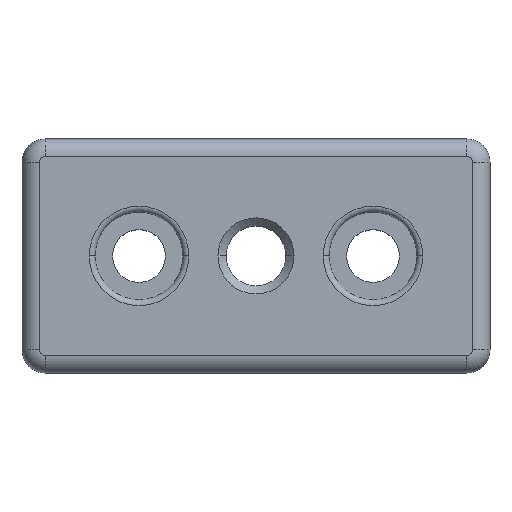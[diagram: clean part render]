
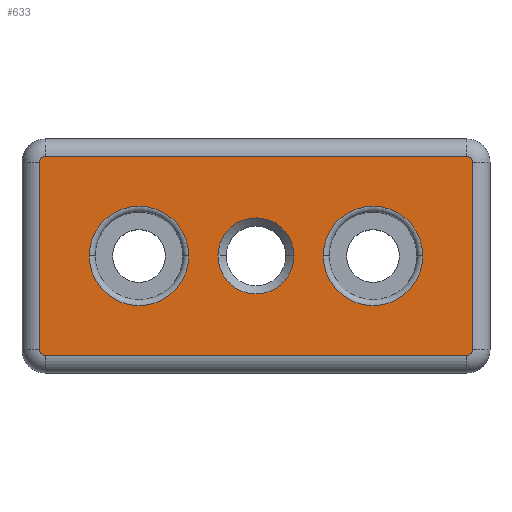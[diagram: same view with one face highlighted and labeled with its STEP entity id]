
A CAD part, top view. The second image highlights one B-rep face of the part: STEP entity #633.
In plain terms, the highlighted planar face has unit normal (0, 0, 1).
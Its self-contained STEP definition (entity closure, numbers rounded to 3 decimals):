
#633 = ADVANCED_FACE ( 'NONE', ( #2533, #2542, #2527, #2540 ), #4821, .F. ) ;
#933 = AXIS2_PLACEMENT_3D ( 'NONE', #1664, #1665, #1666 ) ;
#941 = AXIS2_PLACEMENT_3D ( 'NONE', #1698, #1699, #1700 ) ;
#947 = AXIS2_PLACEMENT_3D ( 'NONE', #1723, #1724, #1725 ) ;
#948 = AXIS2_PLACEMENT_3D ( 'NONE', #1728, #1729, #1730 ) ;
#950 = AXIS2_PLACEMENT_3D ( 'NONE', #1736, #1737, #1738 ) ;
#954 = AXIS2_PLACEMENT_3D ( 'NONE', #1748, #1749, #1750 ) ;
#1094 = AXIS2_PLACEMENT_3D ( 'NONE', #5466, #5467, #5468 ) ;
#1095 = AXIS2_PLACEMENT_3D ( 'NONE', #5469, #5470, #5471 ) ;
#1096 = AXIS2_PLACEMENT_3D ( 'NONE', #5472, #5473, #5474 ) ;
#1097 = AXIS2_PLACEMENT_3D ( 'NONE', #5475, #5476, #5477 ) ;
#1243 = CIRCLE ( 'NONE', #1095, 6.5 ) ;
#1249 = CIRCLE ( 'NONE', #1094, 8.5 ) ;
#1251 = LINE ( 'NONE', #5456, #1253 ) ;
#1252 = CIRCLE ( 'NONE', #1096, 8.5 ) ;
#1253 = VECTOR ( 'NONE', #5465, 1000. ) ;
#1254 = CIRCLE ( 'NONE', #1097, 8.5 ) ;
#1413 = ORIENTED_EDGE ( 'NONE', *, *, #1962, .T. ) ;
#1414 = ORIENTED_EDGE ( 'NONE', *, *, #1963, .T. ) ;
#1416 = ORIENTED_EDGE ( 'NONE', *, *, #2127, .T. ) ;
#1418 = ORIENTED_EDGE ( 'NONE', *, *, #2129, .T. ) ;
#1420 = ORIENTED_EDGE ( 'NONE', *, *, #1952, .T. ) ;
#1423 = ORIENTED_EDGE ( 'NONE', *, *, #2130, .T. ) ;
#1439 = ORIENTED_EDGE ( 'NONE', *, *, #1969, .T. ) ;
#1664 = CARTESIAN_POINT ( 'NONE',  ( -36., -16., 16. ) ) ;
#1665 = DIRECTION ( 'NONE',  ( 0., 0., 1. ) ) ;
#1666 = DIRECTION ( 'NONE',  ( -1., 0., 0. ) ) ;
#1698 = CARTESIAN_POINT ( 'NONE',  ( -20., 0., 16. ) ) ;
#1699 = DIRECTION ( 'NONE',  ( 0., 0., -1. ) ) ;
#1700 = DIRECTION ( 'NONE',  ( -1., 0., 0. ) ) ;
#1718 = CARTESIAN_POINT ( 'NONE',  ( -37., -20., 16. ) ) ;
#1719 = DIRECTION ( 'NONE',  ( 0., -1., 0. ) ) ;
#1723 = CARTESIAN_POINT ( 'NONE',  ( -36., 16., 16. ) ) ;
#1724 = DIRECTION ( 'NONE',  ( 0., 0., 1. ) ) ;
#1725 = DIRECTION ( 'NONE',  ( -1., 0., 0. ) ) ;
#1726 = CARTESIAN_POINT ( 'NONE',  ( 37., -20., 16. ) ) ;
#1727 = DIRECTION ( 'NONE',  ( 0., 1., 0. ) ) ;
#1728 = CARTESIAN_POINT ( 'NONE',  ( 36., 16., 16. ) ) ;
#1729 = DIRECTION ( 'NONE',  ( 0., 0., 1. ) ) ;
#1730 = DIRECTION ( 'NONE',  ( -1., 0., 0. ) ) ;
#1734 = CARTESIAN_POINT ( 'NONE',  ( 40., 17., 16. ) ) ;
#1735 = DIRECTION ( 'NONE',  ( -1., 0., 0. ) ) ;
#1736 = CARTESIAN_POINT ( 'NONE',  ( 36., -16., 16. ) ) ;
#1737 = DIRECTION ( 'NONE',  ( 0., 0., 1. ) ) ;
#1738 = DIRECTION ( 'NONE',  ( -1., 0., 0. ) ) ;
#1748 = CARTESIAN_POINT ( 'NONE',  ( 0., 0., 16. ) ) ;
#1749 = DIRECTION ( 'NONE',  ( 0., 0., -1. ) ) ;
#1750 = DIRECTION ( 'NONE',  ( -1., 0., 0. ) ) ;
#1940 = EDGE_CURVE ( 'NONE', #4284, #4271, #2787, .T. ) ;
#1952 = EDGE_CURVE ( 'NONE', #4149, #4145, #2802, .T. ) ;
#1962 = EDGE_CURVE ( 'NONE', #4277, #4278, #2818, .T. ) ;
#1963 = EDGE_CURVE ( 'NONE', #4278, #4284, #2819, .T. ) ;
#1964 = EDGE_CURVE ( 'NONE', #4679, #4678, #2820, .T. ) ;
#1965 = EDGE_CURVE ( 'NONE', #4678, #4274, #2822, .T. ) ;
#1967 = EDGE_CURVE ( 'NONE', #3839, #4679, #2825, .T. ) ;
#1969 = EDGE_CURVE ( 'NONE', #4274, #4277, #2827, .T. ) ;
#1972 = EDGE_CURVE ( 'NONE', #4144, #4140, #2831, .T. ) ;
#2127 = EDGE_CURVE ( 'NONE', #4153, #4152, #1249, .T. ) ;
#2128 = EDGE_CURVE ( 'NONE', #4140, #4144, #1243, .T. ) ;
#2129 = EDGE_CURVE ( 'NONE', #4271, #3839, #1251, .T. ) ;
#2130 = EDGE_CURVE ( 'NONE', #4145, #4149, #1252, .T. ) ;
#2131 = EDGE_CURVE ( 'NONE', #4152, #4153, #1254, .T. ) ;
#2466 = AXIS2_PLACEMENT_3D ( 'NONE', #4890, #4904, #4889 ) ;
#2527 = FACE_BOUND ( 'NONE', #4006, .T. ) ;
#2533 = FACE_BOUND ( 'NONE', #5101, .T. ) ;
#2540 = FACE_BOUND ( 'NONE', #5106, .T. ) ;
#2542 = FACE_OUTER_BOUND ( 'NONE', #4016, .T. ) ;
#2787 = CIRCLE ( 'NONE', #933, 1. ) ;
#2802 = CIRCLE ( 'NONE', #941, 8.5 ) ;
#2818 = CIRCLE ( 'NONE', #947, 1. ) ;
#2819 = LINE ( 'NONE', #1718, #2821 ) ;
#2820 = LINE ( 'NONE', #1726, #2823 ) ;
#2821 = VECTOR ( 'NONE', #1719, 1000. ) ;
#2822 = CIRCLE ( 'NONE', #948, 1. ) ;
#2823 = VECTOR ( 'NONE', #1727, 1000. ) ;
#2825 = CIRCLE ( 'NONE', #950, 1. ) ;
#2827 = LINE ( 'NONE', #1734, #2829 ) ;
#2829 = VECTOR ( 'NONE', #1735, 1000. ) ;
#2831 = CIRCLE ( 'NONE', #954, 6.5 ) ;
#3366 = CARTESIAN_POINT ( 'NONE',  ( 36., -17., 16. ) ) ;
#3412 = CARTESIAN_POINT ( 'NONE',  ( 6.5, 0., 16. ) ) ;
#3416 = CARTESIAN_POINT ( 'NONE',  ( -6.5, 0., 16. ) ) ;
#3417 = CARTESIAN_POINT ( 'NONE',  ( -11.5, 0., 16. ) ) ;
#3421 = CARTESIAN_POINT ( 'NONE',  ( -28.5, 0., 16. ) ) ;
#3424 = CARTESIAN_POINT ( 'NONE',  ( 28.5, 0., 16. ) ) ;
#3425 = CARTESIAN_POINT ( 'NONE',  ( 11.5, 0., 16. ) ) ;
#3509 = CARTESIAN_POINT ( 'NONE',  ( -36., 17., 16. ) ) ;
#3526 = CARTESIAN_POINT ( 'NONE',  ( -36., -17., 16. ) ) ;
#3531 = CARTESIAN_POINT ( 'NONE',  ( 36., 17., 16. ) ) ;
#3533 = CARTESIAN_POINT ( 'NONE',  ( -37., 16., 16. ) ) ;
#3539 = CARTESIAN_POINT ( 'NONE',  ( -37., -16., 16. ) ) ;
#3551 = CARTESIAN_POINT ( 'NONE',  ( 37., 16., 16. ) ) ;
#3555 = CARTESIAN_POINT ( 'NONE',  ( 37., -16., 16. ) ) ;
#3839 = VERTEX_POINT ( 'NONE', #3366 ) ;
#4006 = EDGE_LOOP ( 'NONE', ( #1420, #1423 ) ) ;
#4016 = EDGE_LOOP ( 'NONE', ( #5143, #5157, #5155, #1439, #1413, #1414, #5130, #1418 ) ) ;
#4140 = VERTEX_POINT ( 'NONE', #3412 ) ;
#4144 = VERTEX_POINT ( 'NONE', #3416 ) ;
#4145 = VERTEX_POINT ( 'NONE', #3417 ) ;
#4149 = VERTEX_POINT ( 'NONE', #3421 ) ;
#4152 = VERTEX_POINT ( 'NONE', #3424 ) ;
#4153 = VERTEX_POINT ( 'NONE', #3425 ) ;
#4271 = VERTEX_POINT ( 'NONE', #3526 ) ;
#4274 = VERTEX_POINT ( 'NONE', #3531 ) ;
#4277 = VERTEX_POINT ( 'NONE', #3509 ) ;
#4278 = VERTEX_POINT ( 'NONE', #3533 ) ;
#4284 = VERTEX_POINT ( 'NONE', #3539 ) ;
#4678 = VERTEX_POINT ( 'NONE', #3551 ) ;
#4679 = VERTEX_POINT ( 'NONE', #3555 ) ;
#4821 = PLANE ( 'NONE',  #2466 ) ;
#4889 = DIRECTION ( 'NONE',  ( -1., 0., 0. ) ) ;
#4890 = CARTESIAN_POINT ( 'NONE',  ( 40., -20., 16. ) ) ;
#4904 = DIRECTION ( 'NONE',  ( 0., 0., -1. ) ) ;
#5101 = EDGE_LOOP ( 'NONE', ( #5146, #5148 ) ) ;
#5106 = EDGE_LOOP ( 'NONE', ( #1416, #5151 ) ) ;
#5130 = ORIENTED_EDGE ( 'NONE', *, *, #1940, .T. ) ;
#5143 = ORIENTED_EDGE ( 'NONE', *, *, #1967, .T. ) ;
#5146 = ORIENTED_EDGE ( 'NONE', *, *, #2128, .T. ) ;
#5148 = ORIENTED_EDGE ( 'NONE', *, *, #1972, .T. ) ;
#5151 = ORIENTED_EDGE ( 'NONE', *, *, #2131, .T. ) ;
#5155 = ORIENTED_EDGE ( 'NONE', *, *, #1965, .T. ) ;
#5157 = ORIENTED_EDGE ( 'NONE', *, *, #1964, .T. ) ;
#5456 = CARTESIAN_POINT ( 'NONE',  ( 40., -17., 16. ) ) ;
#5465 = DIRECTION ( 'NONE',  ( 1., 0., 0. ) ) ;
#5466 = CARTESIAN_POINT ( 'NONE',  ( 20., 0., 16. ) ) ;
#5467 = DIRECTION ( 'NONE',  ( 0., 0., -1. ) ) ;
#5468 = DIRECTION ( 'NONE',  ( -1., 0., 0. ) ) ;
#5469 = CARTESIAN_POINT ( 'NONE',  ( 0., 0., 16. ) ) ;
#5470 = DIRECTION ( 'NONE',  ( 0., 0., -1. ) ) ;
#5471 = DIRECTION ( 'NONE',  ( -1., 0., 0. ) ) ;
#5472 = CARTESIAN_POINT ( 'NONE',  ( -20., 0., 16. ) ) ;
#5473 = DIRECTION ( 'NONE',  ( 0., 0., -1. ) ) ;
#5474 = DIRECTION ( 'NONE',  ( -1., 0., 0. ) ) ;
#5475 = CARTESIAN_POINT ( 'NONE',  ( 20., 0., 16. ) ) ;
#5476 = DIRECTION ( 'NONE',  ( 0., 0., -1. ) ) ;
#5477 = DIRECTION ( 'NONE',  ( -1., 0., 0. ) ) ;
